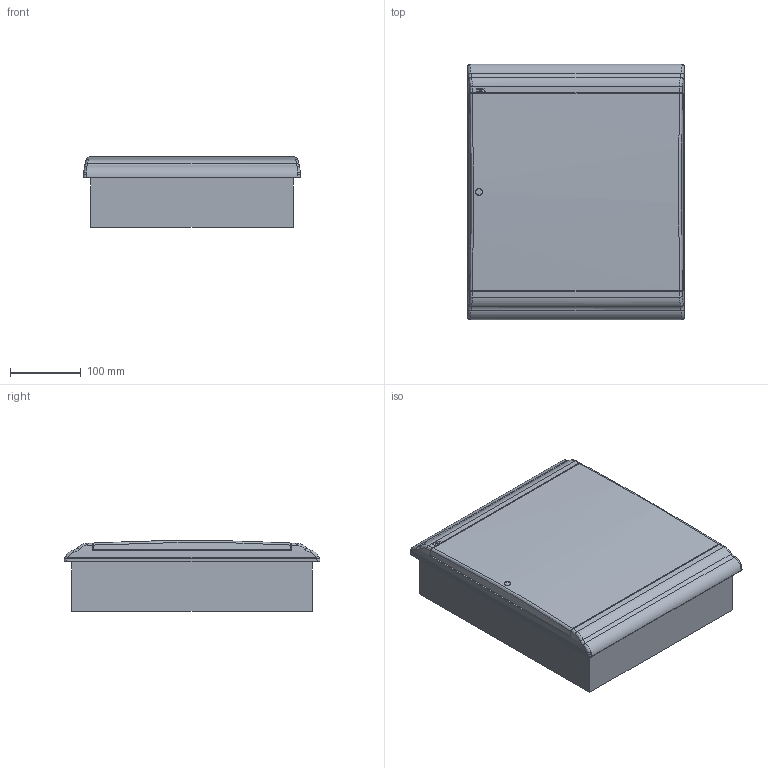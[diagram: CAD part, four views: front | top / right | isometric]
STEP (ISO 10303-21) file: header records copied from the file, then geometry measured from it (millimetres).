
FILE_DESCRIPTION (( 'STEP AP214' ), '1' );
FILE_NAME ('MKP82-V-24-41-10 Áîêñ ÙÐÂ-Ï-24 ìîäóëÿ âñòðàèâ.ïëàñòèê IP41 PRIME13.STEP', '2016-09-01T12:33:24', ( '' ), ( '' ), 'SwSTEP 2.0', 'SolidWorks 2014', '' );
FILE_SCHEMA (( 'AUTOMOTIVE_DESIGN' ));
Length unit declared in the file: millimetre
Products named in the file (1): MKP82-V-24-41-10 Áîêñ ÙÐÂ-Ï-24 ìîäóëÿ âñòðàèâ.ïëàñòèê IP41 PRIME13
Bounding box: 306.05 x 361.05 x 100 mm (x, y, z)
Volume: 1297802.1 mm3; surface area: 914527.4 mm2
Topology: 11 solids, 11 shells, 3374 faces, 9121 edges, 6031 vertices
Faces by surface type: plane 1828, bspline 1296, cylinder 198, cone 52
Entity records: 179085 total; most frequent: CARTESIAN_POINT 65845, ORIENTED_EDGE 18242, DIRECTION 11019, EDGE_CURVE 9121, VERTEX_POINT 6031, VECTOR 5975, LINE 5975, EDGE_LOOP 3658
